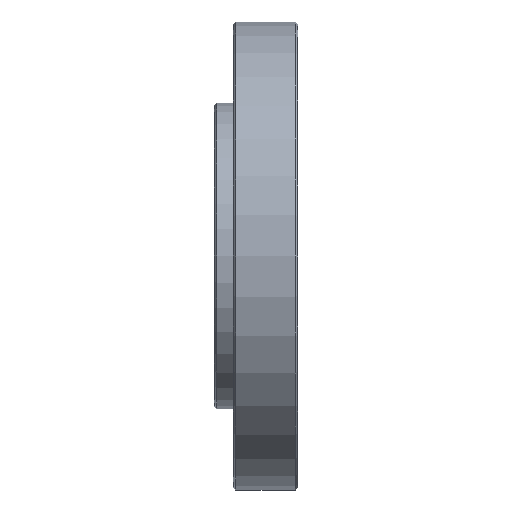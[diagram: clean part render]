
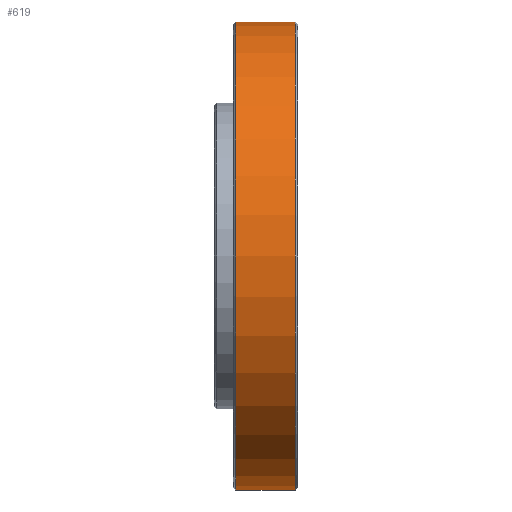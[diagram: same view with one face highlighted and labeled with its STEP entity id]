
A CAD part, left-side view. The second image highlights one B-rep face of the part: STEP entity #619.
In plain terms, the highlighted cylindrical face has radius 49 mm (diameter 98 mm), a partial arc.
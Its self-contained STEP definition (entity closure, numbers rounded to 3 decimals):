
#24 = EDGE_CURVE ( 'NONE', #104, #550, #283, .T. ) ;
#27 = CIRCLE ( 'NONE', #778, 49. ) ;
#59 = FACE_OUTER_BOUND ( 'NONE', #687, .T. ) ;
#79 = CARTESIAN_POINT ( 'NONE',  ( 0., 13., 49. ) ) ;
#104 = VERTEX_POINT ( 'NONE', #79 ) ;
#146 = CARTESIAN_POINT ( 'NONE',  ( 0., 13., 0. ) ) ;
#148 = CYLINDRICAL_SURFACE ( 'NONE', #819, 49. ) ;
#234 = LINE ( 'NONE', #797, #488 ) ;
#241 = ORIENTED_EDGE ( 'NONE', *, *, #614, .T. ) ;
#242 = VERTEX_POINT ( 'NONE', #344 ) ;
#283 = CIRCLE ( 'NONE', #691, 49. ) ;
#295 = CARTESIAN_POINT ( 'NONE',  ( 0., 0.5, 0. ) ) ;
#344 = CARTESIAN_POINT ( 'NONE',  ( 0., 0.5, -49. ) ) ;
#345 = EDGE_CURVE ( 'NONE', #104, #936, #1060, .T. ) ;
#358 = CARTESIAN_POINT ( 'NONE',  ( 0., 13., -49. ) ) ;
#484 = DIRECTION ( 'NONE',  ( 0., -1., 0. ) ) ;
#488 = VECTOR ( 'NONE', #536, 1000. ) ;
#509 = ORIENTED_EDGE ( 'NONE', *, *, #524, .T. ) ;
#524 = EDGE_CURVE ( 'NONE', #550, #242, #234, .T. ) ;
#536 = DIRECTION ( 'NONE',  ( 0., -1., 0. ) ) ;
#545 = DIRECTION ( 'NONE',  ( 0., 1., 0. ) ) ;
#550 = VERTEX_POINT ( 'NONE', #358 ) ;
#556 = CARTESIAN_POINT ( 'NONE',  ( 0., 0., 0. ) ) ;
#570 = DIRECTION ( 'NONE',  ( 0., -1., 0. ) ) ;
#585 = CARTESIAN_POINT ( 'NONE',  ( 0., 0., 49. ) ) ;
#601 = VECTOR ( 'NONE', #570, 1000. ) ;
#614 = EDGE_CURVE ( 'NONE', #242, #936, #27, .T. ) ;
#619 = ADVANCED_FACE ( 'NONE', ( #59 ), #148, .T. ) ;
#687 = EDGE_LOOP ( 'NONE', ( #842, #896, #509, #241 ) ) ;
#691 = AXIS2_PLACEMENT_3D ( 'NONE', #146, #484, #752 ) ;
#752 = DIRECTION ( 'NONE',  ( 0., 0., 1. ) ) ;
#778 = AXIS2_PLACEMENT_3D ( 'NONE', #295, #545, #884 ) ;
#797 = CARTESIAN_POINT ( 'NONE',  ( 0., 0., -49. ) ) ;
#819 = AXIS2_PLACEMENT_3D ( 'NONE', #556, #895, #881 ) ;
#842 = ORIENTED_EDGE ( 'NONE', *, *, #345, .F. ) ;
#881 = DIRECTION ( 'NONE',  ( 0., 0., -1. ) ) ;
#884 = DIRECTION ( 'NONE',  ( 0., 0., -1. ) ) ;
#895 = DIRECTION ( 'NONE',  ( 0., -1., 0. ) ) ;
#896 = ORIENTED_EDGE ( 'NONE', *, *, #24, .T. ) ;
#936 = VERTEX_POINT ( 'NONE', #1051 ) ;
#1051 = CARTESIAN_POINT ( 'NONE',  ( 0., 0.5, 49. ) ) ;
#1060 = LINE ( 'NONE', #585, #601 ) ;
